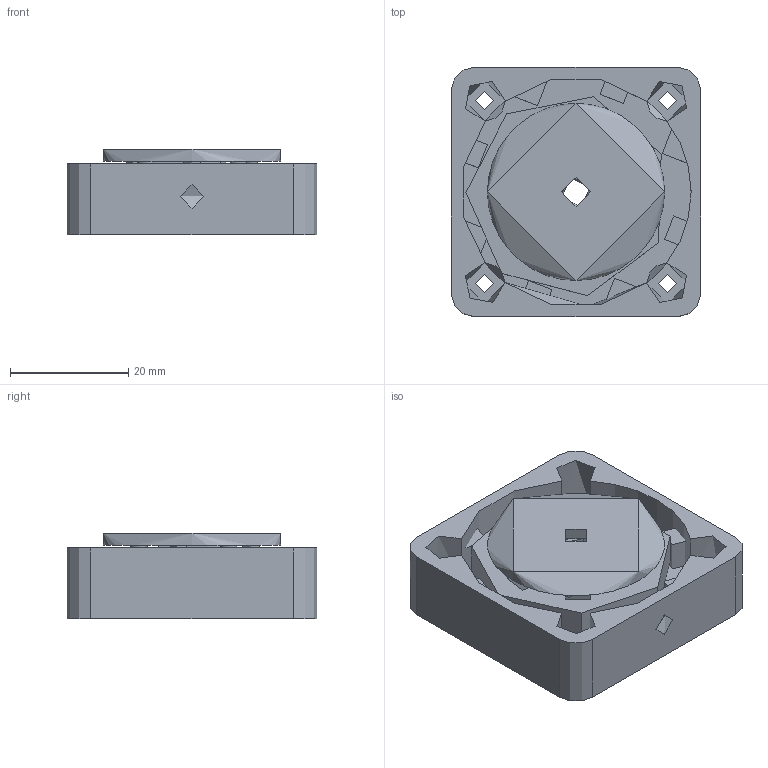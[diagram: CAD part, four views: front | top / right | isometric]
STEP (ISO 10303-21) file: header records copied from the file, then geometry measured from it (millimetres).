
FILE_DESCRIPTION(('FreeCAD Model'),'2;1');
FILE_NAME('Open CASCADE Shape Model','2022-01-06T13:23:37',('Author'),( ''),'Open CASCADE STEP processor 7.5','FreeCAD','Unknown');
FILE_SCHEMA(('AUTOMOTIVE_DESIGN { 1 0 10303 214 1 1 1 1 }'));
Length unit declared in the file: millimetre
Products named in the file (11): Parts; NemaBase; BaseBody; hypocycloidgearRollers; CycloidialDisk; hypocycloidgear3Dprinter; CycloidCenter; OutputShaft; Body004; Acenter; Acenter Body
Assembly tree (10 placements, depth 3):
  Parts
    NemaBase
      BaseBody
      hypocycloidgearRollers
    CycloidialDisk
      hypocycloidgear3Dprinter
    CycloidCenter
    OutputShaft
      Body004
    Acenter
      Acenter Body
Bounding box: 42.3 x 42.3 x 14.5 mm (x, y, z)
Volume: 14792.1 mm3; surface area: 13044.4 mm2
Topology: 12 solids, 12 shells, 101 faces, 201 edges, 132 vertices
Faces by surface type: cylinder 47, plane 41, extrusion 7, cone 4, bspline 2
Full cylindrical faces by diameter (mm): 2.8 x7, 3.2 x5, 4 x1, 5 x1, 5.2 x2, 6 x15, 7 x4, 13.8 x1, 14.3 x1, 22.3 x1, 30 x1
Entity records: 7228 total; most frequent: CARTESIAN_POINT 2767, DIRECTION 829, ORIENTED_EDGE 400, PCURVE 400, DEFINITIONAL_REPRESENTATION 400, VECTOR 361, LINE 354, EDGE_CURVE 200
